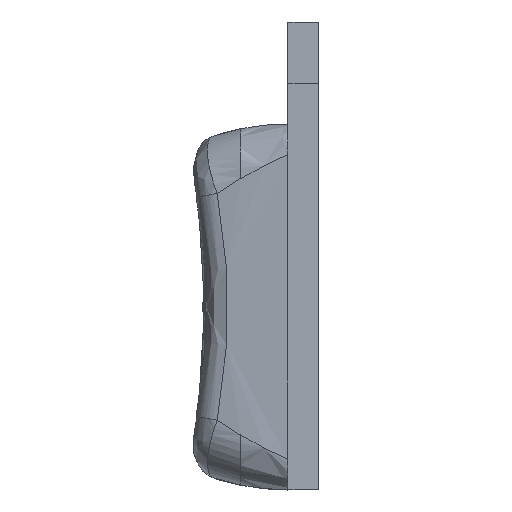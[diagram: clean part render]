
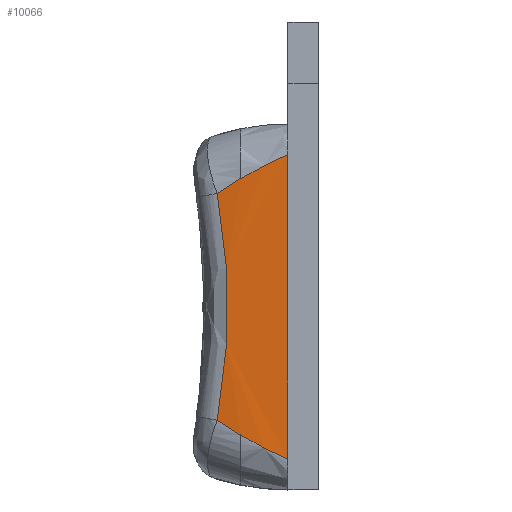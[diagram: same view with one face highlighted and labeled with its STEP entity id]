
A CAD part, left-side view. The second image highlights one B-rep face of the part: STEP entity #10066.
In plain terms, the highlighted cylindrical face has radius 20.743 mm (diameter 41.487 mm), a partial arc.
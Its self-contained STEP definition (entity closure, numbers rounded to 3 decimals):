
#61=CYLINDRICAL_SURFACE('',#10641,20.743);
#542=FACE_OUTER_BOUND('',#1118,.T.);
#1118=EDGE_LOOP('',(#7642,#7643,#7644,#7645,#7646,#7647,#7648,#7649));
#1599=B_SPLINE_CURVE_WITH_KNOTS('',3,(#17023,#17024,#17025,#17026),
 .UNSPECIFIED.,.F.,.F.,(4,4),(-1.116,0.),
 .UNSPECIFIED.);
#1603=B_SPLINE_CURVE_WITH_KNOTS('',3,(#17116,#17117,#17118,#17119),
 .UNSPECIFIED.,.F.,.F.,(4,4),(-0.188,-0.054),
 .UNSPECIFIED.);
#1608=B_SPLINE_CURVE_WITH_KNOTS('',3,(#17169,#17170,#17171,#17172),
 .UNSPECIFIED.,.F.,.F.,(4,4),(0.054,0.188),
 .UNSPECIFIED.);
#1609=B_SPLINE_CURVE_WITH_KNOTS('',3,(#17175,#17176,#17177,#17178),
 .UNSPECIFIED.,.F.,.F.,(4,4),(0.,0.259),
 .UNSPECIFIED.);
#1610=B_SPLINE_CURVE_WITH_KNOTS('',3,(#17180,#17181,#17182,#17183),
 .UNSPECIFIED.,.F.,.F.,(4,4),(0.146,0.404),
 .UNSPECIFIED.);
#2084=LINE('',#15585,#3142);
#2315=LINE('',#17174,#3373);
#2316=LINE('',#17184,#3374);
#3142=VECTOR('',#11496,10.);
#3373=VECTOR('',#11935,10.);
#3374=VECTOR('',#11936,10.);
#4182=VERTEX_POINT('',#15571);
#4183=VERTEX_POINT('',#15584);
#4373=VERTEX_POINT('',#16986);
#4375=VERTEX_POINT('',#17021);
#4376=VERTEX_POINT('',#17115);
#4380=VERTEX_POINT('',#17168);
#4381=VERTEX_POINT('',#17173);
#4382=VERTEX_POINT('',#17179);
#5268=EDGE_CURVE('',#4182,#4183,#2084,.T.);
#5561=EDGE_CURVE('',#4375,#4373,#1599,.T.);
#5565=EDGE_CURVE('',#4373,#4376,#1603,.T.);
#5570=EDGE_CURVE('',#4380,#4375,#1608,.T.);
#5571=EDGE_CURVE('',#4381,#4380,#2315,.T.);
#5572=EDGE_CURVE('',#4183,#4381,#1609,.T.);
#5573=EDGE_CURVE('',#4382,#4182,#1610,.T.);
#5574=EDGE_CURVE('',#4376,#4382,#2316,.T.);
#7642=ORIENTED_EDGE('',*,*,#5561,.F.);
#7643=ORIENTED_EDGE('',*,*,#5570,.F.);
#7644=ORIENTED_EDGE('',*,*,#5571,.F.);
#7645=ORIENTED_EDGE('',*,*,#5572,.F.);
#7646=ORIENTED_EDGE('',*,*,#5268,.F.);
#7647=ORIENTED_EDGE('',*,*,#5573,.F.);
#7648=ORIENTED_EDGE('',*,*,#5574,.F.);
#7649=ORIENTED_EDGE('',*,*,#5565,.F.);
#10066=ADVANCED_FACE('',(#542),#61,.T.);
#10641=AXIS2_PLACEMENT_3D('',#17167,#11933,#11934);
#11496=DIRECTION('',(0.,0.,-1.));
#11933=DIRECTION('center_axis',(0.,0.,1.));
#11934=DIRECTION('ref_axis',(-0.92,0.391,0.));
#11935=DIRECTION('',(0.,0.,-1.));
#11936=DIRECTION('',(0.,0.,-1.));
#15571=CARTESIAN_POINT('',(-102.85,3.5,-120.175));
#15584=CARTESIAN_POINT('',(-102.85,3.5,-135.075));
#15585=CARTESIAN_POINT('',(-102.85,3.5,-127.625));
#16986=CARTESIAN_POINT('',(-102.559,6.961,-122.073));
#17021=CARTESIAN_POINT('',(-102.559,6.961,-133.177));
#17023=CARTESIAN_POINT('Ctrl Pts',(-102.559,6.961,-133.177));
#17024=CARTESIAN_POINT('Ctrl Pts',(-102.677,6.268,-129.515));
#17025=CARTESIAN_POINT('Ctrl Pts',(-102.677,6.268,-125.735));
#17026=CARTESIAN_POINT('Ctrl Pts',(-102.559,6.961,-122.073));
#17115=CARTESIAN_POINT('',(-102.722,5.8,-121.33));
#17116=CARTESIAN_POINT('Ctrl Pts',(-102.559,6.961,-122.073));
#17117=CARTESIAN_POINT('Ctrl Pts',(-102.623,6.587,-121.807));
#17118=CARTESIAN_POINT('Ctrl Pts',(-102.678,6.199,-121.559));
#17119=CARTESIAN_POINT('Ctrl Pts',(-102.722,5.8,-121.33));
#17167=CARTESIAN_POINT('Origin',(-82.107,3.5,-127.625));
#17168=CARTESIAN_POINT('',(-102.722,5.8,-133.919));
#17169=CARTESIAN_POINT('Ctrl Pts',(-102.722,5.8,-133.919));
#17170=CARTESIAN_POINT('Ctrl Pts',(-102.678,6.199,-133.691));
#17171=CARTESIAN_POINT('Ctrl Pts',(-102.623,6.587,-133.443));
#17172=CARTESIAN_POINT('Ctrl Pts',(-102.559,6.961,-133.177));
#17173=CARTESIAN_POINT('',(-102.722,5.8,-133.888));
#17174=CARTESIAN_POINT('',(-102.722,5.8,-127.625));
#17175=CARTESIAN_POINT('Ctrl Pts',(-102.85,3.5,-135.075));
#17176=CARTESIAN_POINT('Ctrl Pts',(-102.85,4.292,-134.755));
#17177=CARTESIAN_POINT('Ctrl Pts',(-102.804,5.066,-134.355));
#17178=CARTESIAN_POINT('Ctrl Pts',(-102.722,5.8,-133.888));
#17179=CARTESIAN_POINT('',(-102.722,5.8,-121.361));
#17180=CARTESIAN_POINT('Ctrl Pts',(-102.722,5.8,-121.361));
#17181=CARTESIAN_POINT('Ctrl Pts',(-102.804,5.066,-120.895));
#17182=CARTESIAN_POINT('Ctrl Pts',(-102.85,4.292,-120.495));
#17183=CARTESIAN_POINT('Ctrl Pts',(-102.85,3.5,-120.175));
#17184=CARTESIAN_POINT('',(-102.722,5.8,-127.625));
